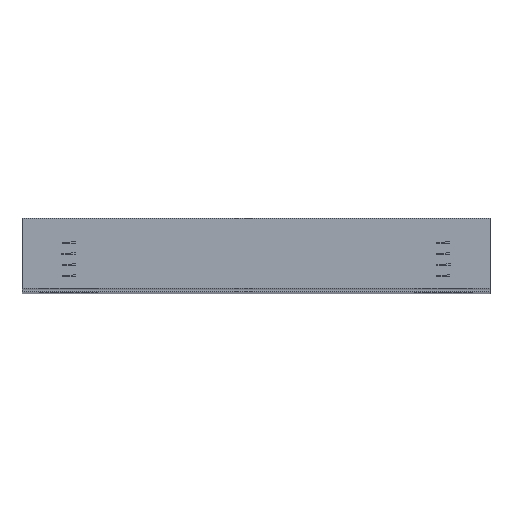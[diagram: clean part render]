
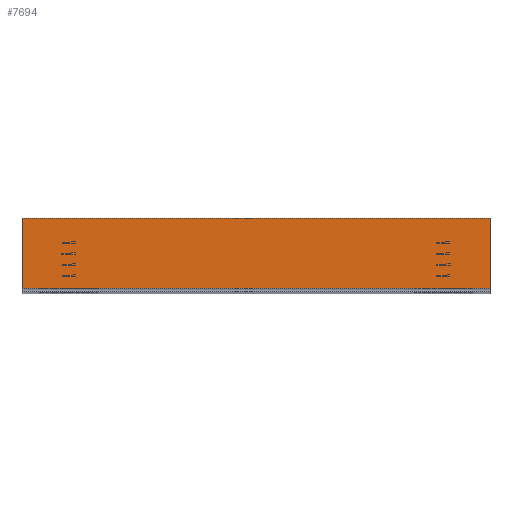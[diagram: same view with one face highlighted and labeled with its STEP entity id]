
A CAD part, top view. The second image highlights one B-rep face of the part: STEP entity #7694.
In plain terms, the highlighted planar face has unit normal (0, 0, 1).
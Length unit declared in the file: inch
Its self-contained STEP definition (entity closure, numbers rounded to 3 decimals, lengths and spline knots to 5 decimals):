
#36 = FACE_OUTER_BOUND ( 'NONE', #10200, .T. ) ;
#40 = CARTESIAN_POINT ( 'NONE',  ( -0.5, 0., 3.375 ) ) ;
#184 = ORIENTED_EDGE ( 'NONE', *, *, #8867, .F. ) ;
#962 = DIRECTION ( 'NONE',  ( 0., 0., -1. ) ) ;
#1139 = CARTESIAN_POINT ( 'NONE',  ( -0.5, 0., 3.375 ) ) ;
#1339 = DIRECTION ( 'NONE',  ( 0., -1., 0. ) ) ;
#1547 = AXIS2_PLACEMENT_3D ( 'NONE', #6979, #962, #4074 ) ;
#2228 = LINE ( 'NONE', #40, #2801 ) ;
#2801 = VECTOR ( 'NONE', #12070, 39.37008 ) ;
#3038 = EDGE_CURVE ( 'NONE', #4127, #3722, #10401, .T. ) ;
#3449 = DIRECTION ( 'NONE',  ( 1., 0., 0. ) ) ;
#3722 = VERTEX_POINT ( 'NONE', #1139 ) ;
#3870 = EDGE_CURVE ( 'NONE', #11757, #11697, #10462, .T. ) ;
#4074 = DIRECTION ( 'NONE',  ( -1., 0., 0. ) ) ;
#4127 = VERTEX_POINT ( 'NONE', #5590 ) ;
#4583 = CARTESIAN_POINT ( 'NONE',  ( -0.5, 0.15, 3.375 ) ) ;
#5070 = PLANE ( 'NONE',  #1547 ) ;
#5425 = VECTOR ( 'NONE', #1339, 39.37008 ) ;
#5590 = CARTESIAN_POINT ( 'NONE',  ( -0.5, 0.15, 3.375 ) ) ;
#5756 = CARTESIAN_POINT ( 'NONE',  ( 0.5, 0., 3.375 ) ) ;
#5826 = CARTESIAN_POINT ( 'NONE',  ( 0.5, 0.15, 3.375 ) ) ;
#5966 = ORIENTED_EDGE ( 'NONE', *, *, #3870, .F. ) ;
#6439 = CARTESIAN_POINT ( 'NONE',  ( 0.5, 0.15, 3.375 ) ) ;
#6979 = CARTESIAN_POINT ( 'NONE',  ( -0.5, 0.15, 3.375 ) ) ;
#7694 = ADVANCED_FACE ( 'NONE', ( #36 ), #5070, .F. ) ;
#8867 = EDGE_CURVE ( 'NONE', #4127, #11757, #11580, .T. ) ;
#9360 = EDGE_CURVE ( 'NONE', #3722, #11697, #2228, .T. ) ;
#9782 = VECTOR ( 'NONE', #3449, 39.37008 ) ;
#9801 = DIRECTION ( 'NONE',  ( 0., -1., 0. ) ) ;
#10200 = EDGE_LOOP ( 'NONE', ( #12809, #5966, #184, #12484 ) ) ;
#10401 = LINE ( 'NONE', #12441, #5425 ) ;
#10462 = LINE ( 'NONE', #5826, #11514 ) ;
#11514 = VECTOR ( 'NONE', #9801, 39.37008 ) ;
#11580 = LINE ( 'NONE', #4583, #9782 ) ;
#11697 = VERTEX_POINT ( 'NONE', #5756 ) ;
#11757 = VERTEX_POINT ( 'NONE', #6439 ) ;
#12070 = DIRECTION ( 'NONE',  ( 1., 0., 0. ) ) ;
#12441 = CARTESIAN_POINT ( 'NONE',  ( -0.5, 0.15, 3.375 ) ) ;
#12484 = ORIENTED_EDGE ( 'NONE', *, *, #3038, .T. ) ;
#12809 = ORIENTED_EDGE ( 'NONE', *, *, #9360, .T. ) ;
